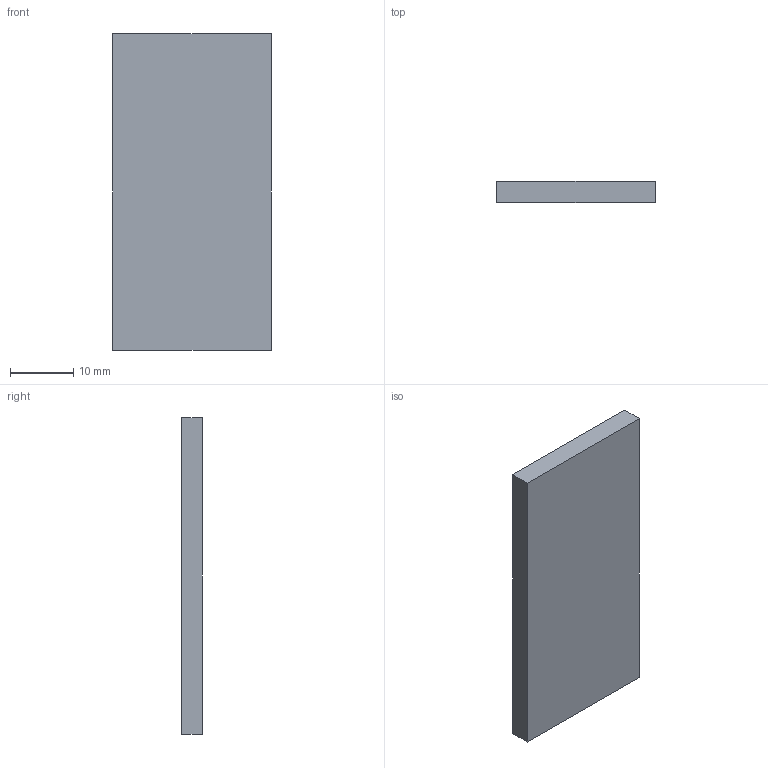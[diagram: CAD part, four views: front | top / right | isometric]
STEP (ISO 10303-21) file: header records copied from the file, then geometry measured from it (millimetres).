
FILE_DESCRIPTION (( 'STEP AP203' ), '1' );
FILE_NAME ('T junction1-2 final (single).STEP', '2018-10-02T21:54:16', ( '' ), ( '' ), 'SwSTEP 2.0', 'SolidWorks 2017', '' );
FILE_SCHEMA (( 'CONFIG_CONTROL_DESIGN' ));
Length unit declared in the file: millimetre
Products named in the file (1): T junction1-2 final (single)
Bounding box: 25 x 3.3 x 50 mm (x, y, z)
Volume: 3846.9 mm3; surface area: 3338.8 mm2
Topology: 1 solids, 1 shells, 65 faces, 186 edges, 124 vertices
Faces by surface type: plane 44, cylinder 21
Entity records: 2199 total; most frequent: CARTESIAN_POINT 376, ORIENTED_EDGE 372, DIRECTION 360, EDGE_CURVE 186, VECTOR 144, LINE 144, VERTEX_POINT 124, AXIS2_PLACEMENT_3D 108
